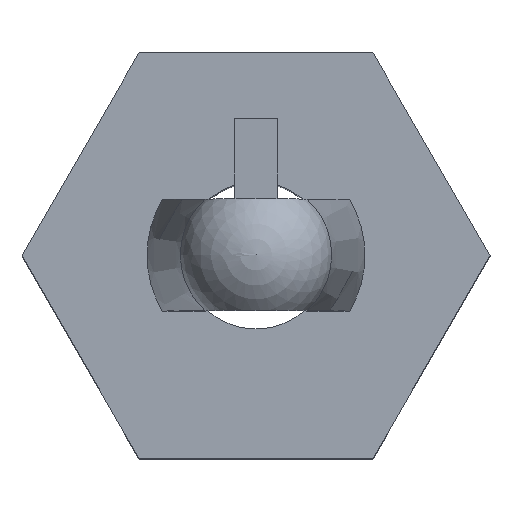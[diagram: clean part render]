
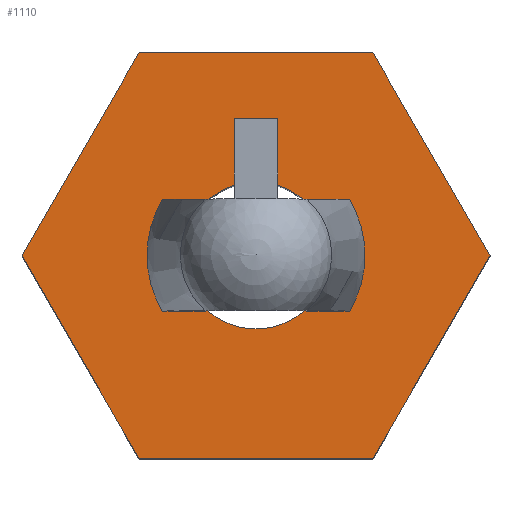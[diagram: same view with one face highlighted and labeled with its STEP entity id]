
A CAD part, top view. The second image highlights one B-rep face of the part: STEP entity #1110.
In plain terms, the highlighted planar face has unit normal (0, 0, 1).
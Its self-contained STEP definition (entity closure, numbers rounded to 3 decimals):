
#44=CIRCLE('',#1176,2.);
#46=CIRCLE('',#1179,2.);
#51=CIRCLE('',#1198,1.45);
#52=CIRCLE('',#1199,1.45);
#188=ORIENTED_EDGE('',*,*,#423,.T.);
#189=ORIENTED_EDGE('',*,*,#411,.T.);
#190=ORIENTED_EDGE('',*,*,#482,.F.);
#191=ORIENTED_EDGE('',*,*,#483,.T.);
#192=ORIENTED_EDGE('',*,*,#484,.T.);
#193=ORIENTED_EDGE('',*,*,#417,.T.);
#194=ORIENTED_EDGE('',*,*,#425,.T.);
#195=ORIENTED_EDGE('',*,*,#403,.T.);
#196=ORIENTED_EDGE('',*,*,#485,.T.);
#197=ORIENTED_EDGE('',*,*,#486,.T.);
#198=ORIENTED_EDGE('',*,*,#487,.F.);
#199=ORIENTED_EDGE('',*,*,#396,.T.);
#200=ORIENTED_EDGE('',*,*,#434,.F.);
#201=ORIENTED_EDGE('',*,*,#447,.F.);
#202=ORIENTED_EDGE('',*,*,#476,.F.);
#203=ORIENTED_EDGE('',*,*,#443,.F.);
#204=ORIENTED_EDGE('',*,*,#439,.F.);
#205=ORIENTED_EDGE('',*,*,#459,.F.);
#396=EDGE_CURVE('',#558,#559,#657,.T.);
#403=EDGE_CURVE('',#565,#564,#664,.T.);
#411=EDGE_CURVE('',#573,#572,#667,.T.);
#417=EDGE_CURVE('',#579,#578,#668,.T.);
#423=EDGE_CURVE('',#559,#573,#44,.T.);
#425=EDGE_CURVE('',#578,#565,#46,.T.);
#434=EDGE_CURVE('',#588,#584,#677,.T.);
#439=EDGE_CURVE('',#593,#589,#682,.T.);
#443=EDGE_CURVE('',#589,#594,#686,.T.);
#447=EDGE_CURVE('',#599,#588,#690,.T.);
#459=EDGE_CURVE('',#584,#593,#702,.T.);
#476=EDGE_CURVE('',#594,#599,#719,.T.);
#482=EDGE_CURVE('',#555,#572,#725,.T.);
#483=EDGE_CURVE('',#555,#556,#51,.T.);
#484=EDGE_CURVE('',#556,#579,#726,.T.);
#485=EDGE_CURVE('',#564,#557,#727,.T.);
#486=EDGE_CURVE('',#557,#554,#52,.T.);
#487=EDGE_CURVE('',#558,#554,#728,.T.);
#554=VERTEX_POINT('',#1569);
#555=VERTEX_POINT('',#1570);
#556=VERTEX_POINT('',#1574);
#557=VERTEX_POINT('',#1575);
#558=VERTEX_POINT('',#1579);
#559=VERTEX_POINT('',#1580);
#564=VERTEX_POINT('',#1591);
#565=VERTEX_POINT('',#1593);
#572=VERTEX_POINT('',#1620);
#573=VERTEX_POINT('',#1622);
#578=VERTEX_POINT('',#1644);
#579=VERTEX_POINT('',#1646);
#584=VERTEX_POINT('',#1670);
#588=VERTEX_POINT('',#1677);
#589=VERTEX_POINT('',#1681);
#593=VERTEX_POINT('',#1688);
#594=VERTEX_POINT('',#1692);
#599=VERTEX_POINT('',#1704);
#657=LINE('',#1578,#786);
#664=LINE('',#1592,#793);
#667=LINE('',#1621,#796);
#668=LINE('',#1645,#797);
#677=LINE('',#1678,#806);
#682=LINE('',#1689,#811);
#686=LINE('',#1697,#815);
#690=LINE('',#1705,#819);
#702=LINE('',#1729,#831);
#719=LINE('',#1761,#848);
#725=LINE('',#1771,#854);
#726=LINE('',#1773,#855);
#727=LINE('',#1774,#856);
#728=LINE('',#1776,#857);
#786=VECTOR('',#1272,1000.);
#793=VECTOR('',#1279,1000.);
#796=VECTOR('',#1286,1000.);
#797=VECTOR('',#1289,1000.);
#806=VECTOR('',#1326,1000.);
#811=VECTOR('',#1333,1000.);
#815=VECTOR('',#1339,1000.);
#819=VECTOR('',#1345,1000.);
#831=VECTOR('',#1361,1000.);
#848=VECTOR('',#1384,1000.);
#854=VECTOR('',#1394,1000.);
#855=VECTOR('',#1397,1000.);
#856=VECTOR('',#1398,1000.);
#857=VECTOR('',#1401,1000.);
#929=EDGE_LOOP('',(#188,#189,#190,#191,#192,#193,#194,#195,#196,#197,#198,
#199));
#930=EDGE_LOOP('',(#200,#201,#202,#203,#204,#205));
#994=FACE_BOUND('',#929,.T.);
#995=FACE_BOUND('',#930,.T.);
#1054=PLANE('',#1197);
#1110=ADVANCED_FACE('',(#994,#995),#1054,.F.);
#1176=AXIS2_PLACEMENT_3D('',#1656,#1298,#1299);
#1179=AXIS2_PLACEMENT_3D('',#1659,#1304,#1305);
#1197=AXIS2_PLACEMENT_3D('',#1770,#1392,#1393);
#1198=AXIS2_PLACEMENT_3D('',#1772,#1395,#1396);
#1199=AXIS2_PLACEMENT_3D('',#1775,#1399,#1400);
#1272=DIRECTION('',(-1.,0.,0.));
#1279=DIRECTION('',(-1.,0.,0.));
#1286=DIRECTION('',(1.,0.,0.));
#1289=DIRECTION('',(1.,0.,0.));
#1298=DIRECTION('',(0.,0.,-1.));
#1299=DIRECTION('',(-1.,0.,0.));
#1304=DIRECTION('',(0.,0.,-1.));
#1305=DIRECTION('',(-1.,0.,0.));
#1326=DIRECTION('',(-0.5,-0.866,0.));
#1333=DIRECTION('',(-0.5,0.866,0.));
#1339=DIRECTION('',(0.5,0.866,0.));
#1345=DIRECTION('',(0.5,-0.866,0.));
#1361=DIRECTION('',(-1.,0.,0.));
#1384=DIRECTION('',(1.,0.,0.));
#1392=DIRECTION('',(0.,0.,-1.));
#1393=DIRECTION('',(-1.,0.,0.));
#1394=DIRECTION('',(0.,1.,0.));
#1395=DIRECTION('',(0.,0.,-1.));
#1396=DIRECTION('',(-1.,0.,0.));
#1397=DIRECTION('',(0.,1.,0.));
#1398=DIRECTION('',(0.,1.,0.));
#1399=DIRECTION('',(0.,0.,-1.));
#1400=DIRECTION('',(-1.,0.,0.));
#1401=DIRECTION('',(0.,1.,0.));
#1569=CARTESIAN_POINT('',(-1.,-1.05,9.8));
#1570=CARTESIAN_POINT('',(-1.,1.05,9.8));
#1574=CARTESIAN_POINT('',(1.,1.05,9.8));
#1575=CARTESIAN_POINT('',(1.,-1.05,9.8));
#1578=CARTESIAN_POINT('',(2.15,-1.1,9.8));
#1579=CARTESIAN_POINT('',(-1.,-1.1,9.8));
#1580=CARTESIAN_POINT('',(-1.67,-1.1,9.8));
#1591=CARTESIAN_POINT('',(1.,-1.1,9.8));
#1592=CARTESIAN_POINT('',(2.15,-1.1,9.8));
#1593=CARTESIAN_POINT('',(1.67,-1.1,9.8));
#1620=CARTESIAN_POINT('',(-1.,1.1,9.8));
#1621=CARTESIAN_POINT('',(-2.15,1.1,9.8));
#1622=CARTESIAN_POINT('',(-1.67,1.1,9.8));
#1644=CARTESIAN_POINT('',(1.67,1.1,9.8));
#1645=CARTESIAN_POINT('',(-2.15,1.1,9.8));
#1646=CARTESIAN_POINT('',(1.,1.1,9.8));
#1656=CARTESIAN_POINT('',(0.,0.,9.8));
#1659=CARTESIAN_POINT('',(0.,0.,9.8));
#1670=CARTESIAN_POINT('',(2.309,-4.,9.8));
#1677=CARTESIAN_POINT('',(4.619,0.,9.8));
#1678=CARTESIAN_POINT('',(4.619,0.,9.8));
#1681=CARTESIAN_POINT('',(-4.619,0.,9.8));
#1688=CARTESIAN_POINT('',(-2.309,-4.,9.8));
#1689=CARTESIAN_POINT('',(-4.619,0.,9.8));
#1692=CARTESIAN_POINT('',(-2.309,4.,9.8));
#1697=CARTESIAN_POINT('',(-2.309,4.,9.8));
#1704=CARTESIAN_POINT('',(2.309,4.,9.8));
#1705=CARTESIAN_POINT('',(2.309,4.,9.8));
#1729=CARTESIAN_POINT('',(2.309,-4.,9.8));
#1761=CARTESIAN_POINT('',(-2.309,4.,9.8));
#1770=CARTESIAN_POINT('',(0.,0.,9.8));
#1771=CARTESIAN_POINT('',(-1.,-1.1,9.8));
#1772=CARTESIAN_POINT('',(0.,0.,9.8));
#1773=CARTESIAN_POINT('',(1.,-1.1,9.8));
#1774=CARTESIAN_POINT('',(1.,-1.1,9.8));
#1775=CARTESIAN_POINT('',(0.,0.,9.8));
#1776=CARTESIAN_POINT('',(-1.,-1.1,9.8));
